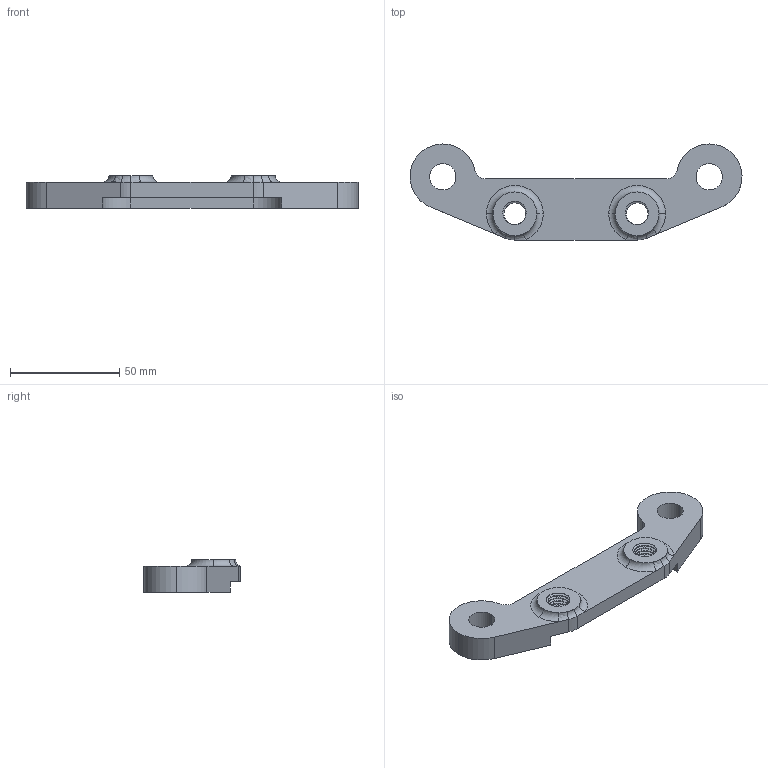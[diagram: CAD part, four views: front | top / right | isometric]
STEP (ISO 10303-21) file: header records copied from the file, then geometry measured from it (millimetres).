
FILE_DESCRIPTION (( 'STEP AP203' ), '1' );
FILE_NAME ('Support étrier.STEP', '2022-06-28T18:41:50', ( '' ), ( '' ), 'SwSTEP 2.0', 'SolidWorks 2019', '' );
FILE_SCHEMA (( 'CONFIG_CONTROL_DESIGN' ));
Length unit declared in the file: millimetre
Products named in the file (1): Support étrier
Bounding box: 152 x 44 x 15 mm (x, y, z)
Volume: 37504.9 mm3; surface area: 14127.4 mm2
Topology: 1 solids, 1 shells, 73 faces, 201 edges, 130 vertices
Faces by surface type: cylinder 43, plane 12, bspline 10, torus 8
Entity records: 5652 total; most frequent: CARTESIAN_POINT 3875, ORIENTED_EDGE 402, DIRECTION 311, EDGE_CURVE 201, VERTEX_POINT 130, AXIS2_PLACEMENT_3D 122, EDGE_LOOP 81, ADVANCED_FACE 73
